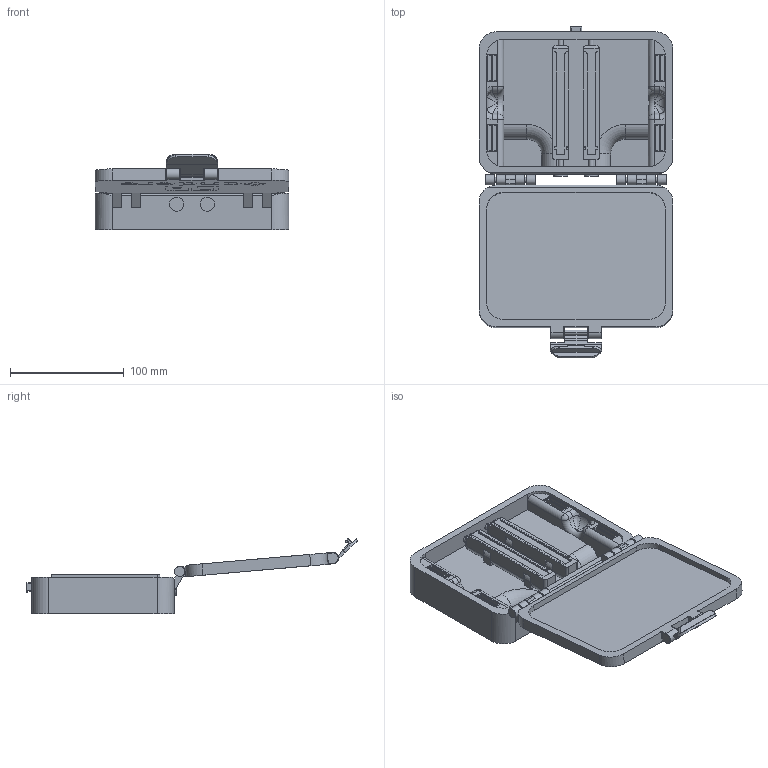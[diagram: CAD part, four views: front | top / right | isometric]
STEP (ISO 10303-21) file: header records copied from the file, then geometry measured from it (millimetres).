
FILE_DESCRIPTION(/* description */ ('STEP AP242','CAx-IF Rec.Pracs.---Representation and Presentation of Product Manufacturing Information (PMI)---4.0---2014-10-13','CAx-IF Rec.Pracs.---3D Tessellated Geometry---0.4---2014-09-14','2;1'),/* implementation_level */ '2;1');
FILE_NAME(/* name */ '66a379a5c867fc4720862e73',/* time_stamp */ '2024-07-26T10:25:43Z',/* author */ (''),/* organization */ (''),/* preprocessor_version */ 'ST-DEVELOPER v20',/* originating_system */ ' ',/* authorisation */ ' ');
FILE_SCHEMA (('AP242_MANAGED_MODEL_BASED_3D_ENGINEERING_MIM_LF { 1 0 10303 442 1 1 4 }'));
Length unit declared in the file: metre
Products named in the file (29): Assembly; Part 10; Part 7; Part 1; Part 3; Part 5; Part 11; Part 4; Part 8; Part 9; Part 2; Part 6; Part 12; Part 13
Assembly tree (33 placements, depth 2):
  Assembly
    Part 10
    Part 7
    Part 1  x2
    Part 3
    Part 5
    Part 11
    Part 4
    Part 1  x2
    Part 5
    Part 8
    Part 9
    Part 2
    Part 9
    Part 1  x2
    Part 1
    Part 1
    Part 2  x2
    Part 2
    Part 1  x2
    Part 7
    Part 3
    Part 4
    Part 6
    Part 6
    Part 12
    Part 13
    Part 1
    Part 8
Bounding box: 170 x 291.45 x 66.11 mm (x, y, z)
Volume: 562918.2 mm3; surface area: 175254.5 mm2
Topology: 33 solids, 33 shells, 994 faces, 2606 edges, 1705 vertices
Faces by surface type: plane 427, bspline 383, cylinder 152, torus 24, sphere 8
Full cylindrical faces by diameter (mm): 3 x3, 3.6 x2, 4.4 x2, 4.65 x2, 4.7 x2, 5 x6, 5.9 x2, 6 x14, 8.808 x4, 9 x4, 12.5 x2
Entity records: 30448 total; most frequent: CARTESIAN_POINT 9415, ORIENTED_EDGE 4766, DIRECTION 3042, EDGE_CURVE 2383, VERTEX_POINT 1582, LINE 1298, VECTOR 1298, EDGE_LOOP 1051
